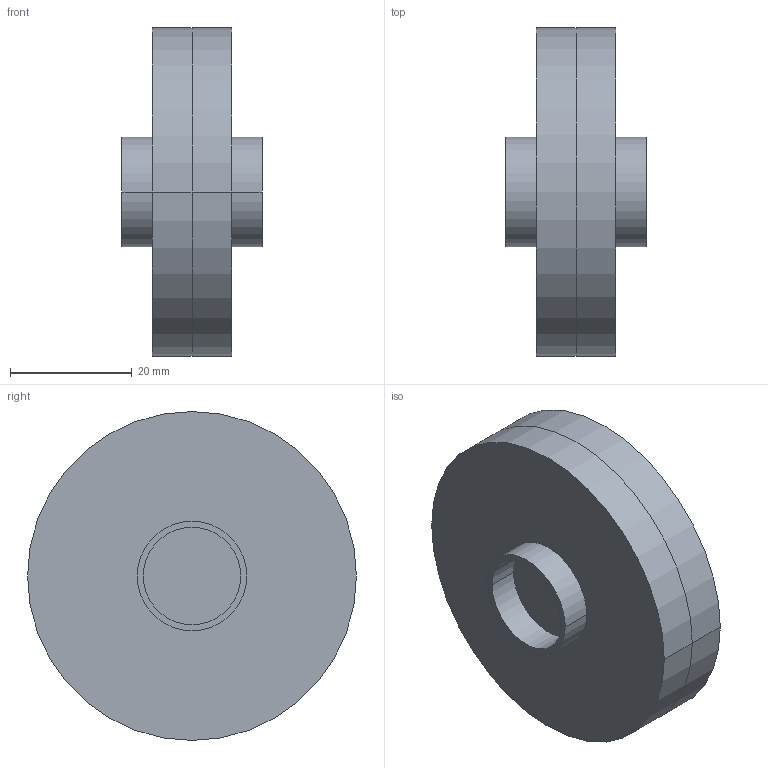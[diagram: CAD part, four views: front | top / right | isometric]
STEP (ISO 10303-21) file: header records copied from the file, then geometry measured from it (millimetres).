
FILE_DESCRIPTION(('OneSpaceDesigner STEP Export'),'2;1');
FILE_NAME('FGN1-15.stp','2011-03-31T 9:23:57',(''),(''),'OneSpace Designer STEP processor for AP214 (Solid Model)','OneSpace Modeling 15.00B 25-Jun-2007 (C) CoCreate Software GmbH','');
FILE_SCHEMA(('AUTOMOTIVE_DESIGN { 1 0 10303 214 1 1 1 1 }'));
Length unit declared in the file: millimetre
Products named in the file (3): FN1-15; FG1-15; FGN1-15.stp
Assembly tree (2 placements, depth 2):
  FGN1-15.stp
    FG1-15
    FN1-15
Bounding box: 23 x 54 x 54 mm (x, y, z)
Volume: 29703.8 mm3; surface area: 12585.2 mm2
Topology: 2 solids, 2 shells, 20 faces, 36 edges, 24 vertices
Faces by surface type: cylinder 12, plane 8
Entity records: 489 total; most frequent: ORIENTED_EDGE 72, DIRECTION 70, CARTESIAN_POINT 65, EDGE_CURVE 36, AXIS2_PLACEMENT_3D 29, VERTEX_POINT 24, EDGE_LOOP 24, FACE_OUTER_BOUND 20
